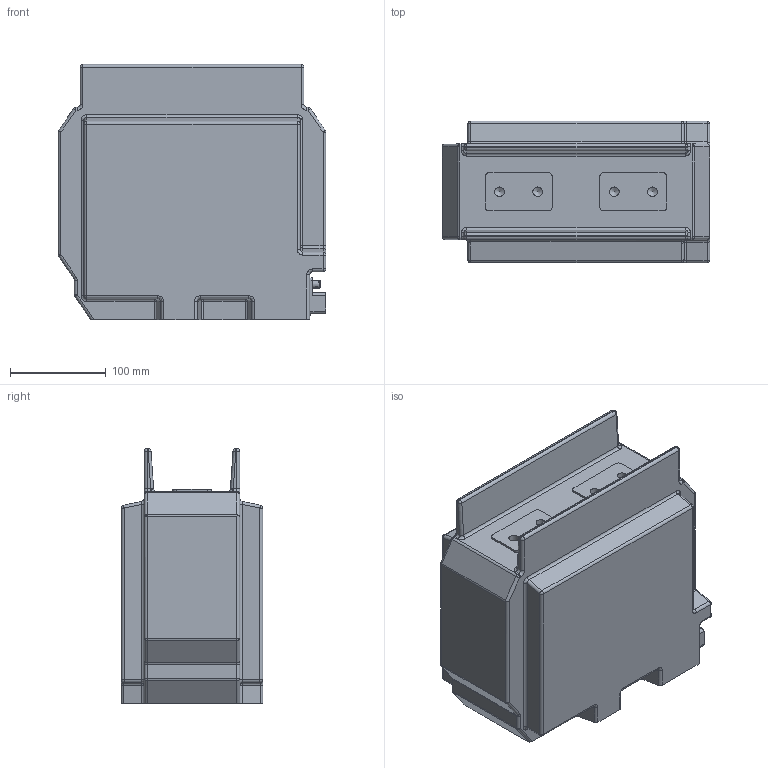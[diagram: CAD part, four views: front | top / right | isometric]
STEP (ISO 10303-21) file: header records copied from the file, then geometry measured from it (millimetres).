
FILE_DESCRIPTION(('STEP AP242'), '1');
FILE_NAME('ÒËÎ 10 Ì2 AÑ 4îá 2êð 40õ70', '', ('UNSPECIFIED'), ('UNSPECIFIED'), 'ASCON STEP Converter 1.6', 'ASCON Math Kernel', '');
FILE_SCHEMA(('AP242_MANAGED_MODEL_BASED_3D_ENGINEERING_MIM_LF { 1 0 10303 442 1 1 4 }'));
Length unit declared in the file: millimetre
Products named in the file (8): Âòóëêà êðåïåæ Ì12; Âòóëêà Ì6 âòîðè÷êà; Âòóëêà Ì5 ïîä êðûøêó
Assembly tree (21 placements, depth 2):
  (unnamed)
    (unnamed)
    Âòóëêà êðåïåæ Ì12  x4
    Âòóëêà Ì6 âòîðè÷êà  x8
    Âòóëêà Ì5 ïîä êðûøêó  x2
    (unnamed)  x2
    (unnamed)  x2
    (unnamed)  x2
Bounding box: 280 x 148 x 267 mm (x, y, z)
Volume: 8341364 mm3; surface area: 371282.8 mm2
Topology: 21 solids, 21 shells, 1288 faces, 3168 edges, 1941 vertices
Faces by surface type: plane 377, cylinder 361, extrusion 302, torus 110, cone 74, bspline 41, sphere 23
Full cylindrical faces by diameter (mm): 2 x8, 2.5 x2, 4 x8, 4.134 x2, 4.2 x2, 4.917 x8, 5 x10, 5.5 x2, 6 x2, 7 x8, 8 x12, 9 x6, 10 x24, 10.106 x8, 10.2 x4, 13 x4, 15 x4, 17 x12
Entity records: 42130 total; most frequent: CARTESIAN_POINT 12342, ORIENTED_EDGE 4661, DIRECTION 3662, EDGE_CURVE 2331, VERTEX_POINT 1509, VECTOR 1486, LINE 1184, AXIS2_PLACEMENT_3D 1088
